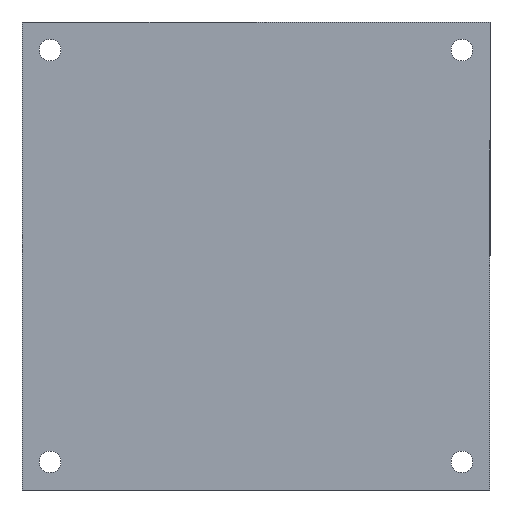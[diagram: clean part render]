
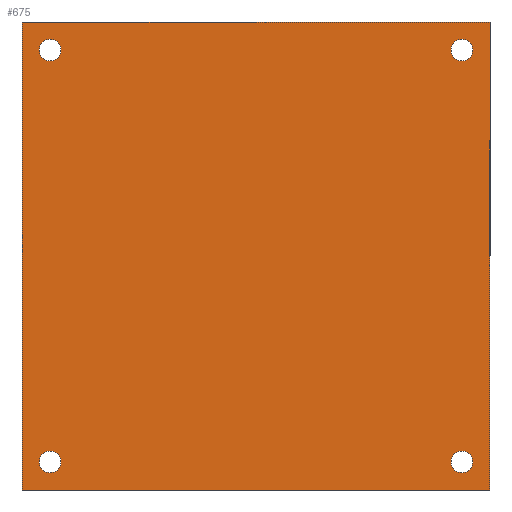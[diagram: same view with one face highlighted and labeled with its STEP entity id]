
A CAD part, front view. The second image highlights one B-rep face of the part: STEP entity #675.
In plain terms, the highlighted planar face has unit normal (0, -1, 0).
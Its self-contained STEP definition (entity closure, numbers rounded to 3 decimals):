
#41=FACE_BOUND('',#164,.T.);
#42=FACE_BOUND('',#165,.T.);
#43=FACE_BOUND('',#166,.T.);
#44=FACE_BOUND('',#167,.T.);
#50=CIRCLE('',#720,2.2);
#51=CIRCLE('',#722,2.2);
#52=CIRCLE('',#724,2.2);
#53=CIRCLE('',#726,2.2);
#110=FACE_OUTER_BOUND('',#163,.T.);
#163=EDGE_LOOP('',(#601,#602,#603,#604));
#164=EDGE_LOOP('',(#605));
#165=EDGE_LOOP('',(#606));
#166=EDGE_LOOP('',(#607));
#167=EDGE_LOOP('',(#608));
#205=LINE('',#1049,#266);
#212=LINE('',#1062,#273);
#227=LINE('',#1142,#288);
#228=LINE('',#1144,#289);
#266=VECTOR('',#838,10.);
#273=VECTOR('',#851,10.);
#288=VECTOR('',#954,10.);
#289=VECTOR('',#957,10.);
#322=VERTEX_POINT('',#1046);
#323=VERTEX_POINT('',#1048);
#325=VERTEX_POINT('',#1059);
#326=VERTEX_POINT('',#1061);
#327=VERTEX_POINT('',#1065);
#328=VERTEX_POINT('',#1069);
#329=VERTEX_POINT('',#1073);
#330=VERTEX_POINT('',#1077);
#389=EDGE_CURVE('',#322,#323,#205,.T.);
#397=EDGE_CURVE('',#325,#326,#212,.T.);
#400=EDGE_CURVE('',#327,#327,#50,.T.);
#402=EDGE_CURVE('',#328,#328,#51,.T.);
#404=EDGE_CURVE('',#329,#329,#52,.T.);
#406=EDGE_CURVE('',#330,#330,#53,.T.);
#433=EDGE_CURVE('',#326,#322,#227,.T.);
#434=EDGE_CURVE('',#323,#325,#228,.T.);
#601=ORIENTED_EDGE('',*,*,#389,.F.);
#602=ORIENTED_EDGE('',*,*,#433,.F.);
#603=ORIENTED_EDGE('',*,*,#397,.F.);
#604=ORIENTED_EDGE('',*,*,#434,.F.);
#605=ORIENTED_EDGE('',*,*,#400,.T.);
#606=ORIENTED_EDGE('',*,*,#402,.T.);
#607=ORIENTED_EDGE('',*,*,#404,.T.);
#608=ORIENTED_EDGE('',*,*,#406,.T.);
#635=PLANE('',#764);
#675=ADVANCED_FACE('',(#110,#41,#42,#43,#44),#635,.F.);
#720=AXIS2_PLACEMENT_3D('',#1067,#856,#857);
#722=AXIS2_PLACEMENT_3D('',#1071,#861,#862);
#724=AXIS2_PLACEMENT_3D('',#1075,#866,#867);
#726=AXIS2_PLACEMENT_3D('',#1079,#871,#872);
#764=AXIS2_PLACEMENT_3D('',#1145,#958,#959);
#838=DIRECTION('',(-1.,0.,0.));
#851=DIRECTION('',(1.,0.,0.));
#856=DIRECTION('center_axis',(0.,1.,0.));
#857=DIRECTION('ref_axis',(1.,0.,0.));
#861=DIRECTION('center_axis',(0.,1.,0.));
#862=DIRECTION('ref_axis',(1.,0.,0.));
#866=DIRECTION('center_axis',(0.,1.,0.));
#867=DIRECTION('ref_axis',(1.,0.,0.));
#871=DIRECTION('center_axis',(0.,1.,0.));
#872=DIRECTION('ref_axis',(1.,0.,0.));
#954=DIRECTION('',(0.,0.,-1.));
#957=DIRECTION('',(0.,0.,1.));
#958=DIRECTION('center_axis',(0.,1.,0.));
#959=DIRECTION('ref_axis',(0.,0.,1.));
#1046=CARTESIAN_POINT('',(0.,0.,-94.996));
#1048=CARTESIAN_POINT('',(-94.996,0.,-94.996));
#1049=CARTESIAN_POINT('',(0.,0.,-94.996));
#1059=CARTESIAN_POINT('',(-94.996,0.,0.));
#1061=CARTESIAN_POINT('',(0.,0.,0.));
#1062=CARTESIAN_POINT('',(-94.996,0.,0.));
#1065=CARTESIAN_POINT('',(-91.496,0.,-89.296));
#1067=CARTESIAN_POINT('Origin',(-89.296,0.,-89.296));
#1069=CARTESIAN_POINT('',(-7.9,0.,-89.296));
#1071=CARTESIAN_POINT('Origin',(-5.7,0.,-89.296));
#1073=CARTESIAN_POINT('',(-91.496,0.,-5.7));
#1075=CARTESIAN_POINT('Origin',(-89.296,0.,-5.7));
#1077=CARTESIAN_POINT('',(-7.9,0.,-5.7));
#1079=CARTESIAN_POINT('Origin',(-5.7,0.,-5.7));
#1142=CARTESIAN_POINT('',(0.,0.,0.));
#1144=CARTESIAN_POINT('',(-94.996,0.,-94.996));
#1145=CARTESIAN_POINT('Origin',(-47.498,0.,-47.498));
